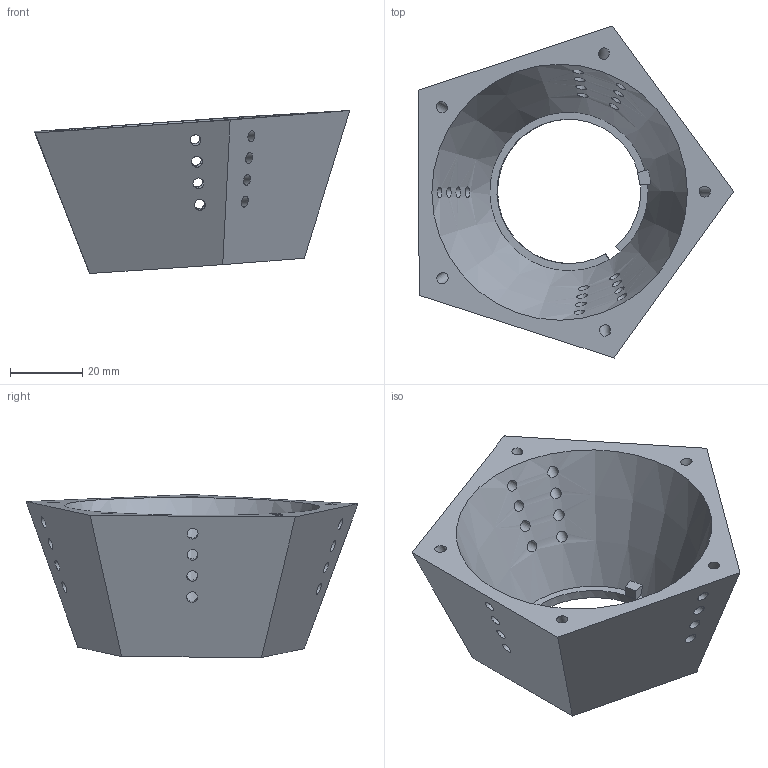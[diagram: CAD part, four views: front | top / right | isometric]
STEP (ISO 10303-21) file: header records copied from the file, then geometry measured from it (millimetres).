
FILE_DESCRIPTION(('FreeCAD Model'),'2;1');
FILE_NAME('frame.STEP','2017-02-21T14:29:54',('Author'),(''), 'Open CASCADE STEP processor 6.8','FreeCAD','Unknown');
FILE_SCHEMA(('AUTOMOTIVE_DESIGN_CC2 { 1 2 10303 214 -1 1 5 4 }'));
Length unit declared in the file: millimetre
Products named in the file (2): ASSEMBLY; Frame
Assembly tree (1 placements, depth 2):
  ASSEMBLY
    Frame
Bounding box: 87.46 x 92.05 x 45.19 mm (x, y, z)
Volume: 54846.3 mm3; surface area: 23563.3 mm2
Topology: 1 solids, 1 shells, 54 faces, 165 edges, 113 vertices
Faces by surface type: cylinder 27, plane 16, cone 6, bspline 5
Full cylindrical faces by diameter (mm): 3 x25
Entity records: 13867 total; most frequent: CARTESIAN_POINT 10892, DIRECTION 390, ORIENTED_EDGE 330, PCURVE 330, DEFINITIONAL_REPRESENTATION 330, B_SPLINE_CURVE_WITH_KNOTS 238, LINE 191, VECTOR 191
